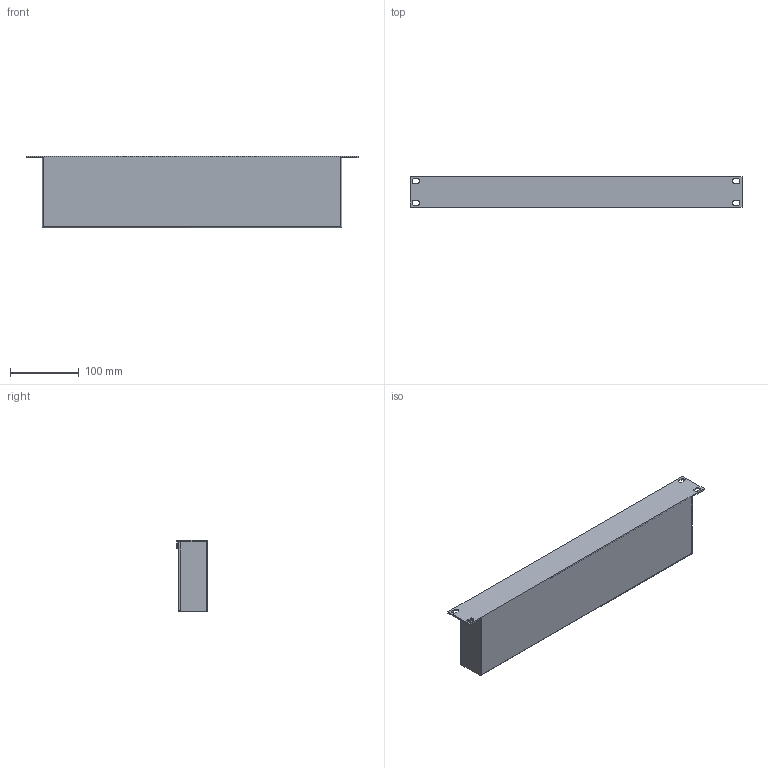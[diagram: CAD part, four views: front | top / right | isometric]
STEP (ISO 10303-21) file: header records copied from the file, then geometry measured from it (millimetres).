
FILE_DESCRIPTION(/* description */ ('Alibre Inc.'),/* implementation_level */ '2;1');
FILE_NAME(/* name */ 'export0',/* time_stamp */ '2012-10-31T21:54:03+02:00',/* author */ (''),/* organization */ (''),/* preprocessor_version */ 'ST-DEVELOPER v14',/* originating_system */ 'Alibre',/* authorisation */ '');
FILE_SCHEMA (('AUTOMOTIVE_DESIGN'));
Length unit declared in the file: centimetre
Bounding box: 484 x 44 x 104.5 mm (x, y, z)
Volume: 154539.6 mm3; surface area: 210978.5 mm2
Topology: 1 solids, 1 shells, 71 faces, 202 edges, 133 vertices
Faces by surface type: plane 49, cylinder 22
Entity records: 2263 total; most frequent: ORIENTED_EDGE 404, CARTESIAN_POINT 401, DIRECTION 335, EDGE_CURVE 202, VECTOR 154, LINE 154, VERTEX_POINT 133, AXIS2_PLACEMENT_3D 114
